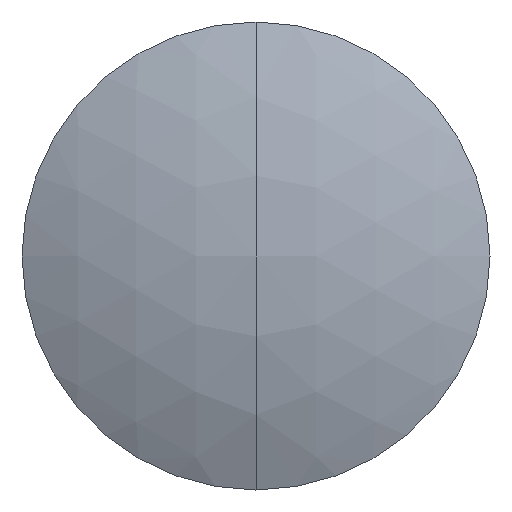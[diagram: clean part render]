
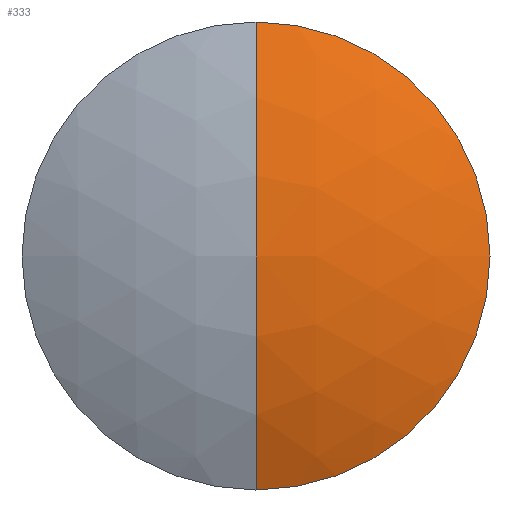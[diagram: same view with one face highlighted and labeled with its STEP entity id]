
A CAD part, left-side view. The second image highlights one B-rep face of the part: STEP entity #333.
In plain terms, the highlighted spherical face has radius 7.1 mm.
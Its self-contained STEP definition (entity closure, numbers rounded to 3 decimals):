
#5 = VERTEX_POINT ( 'NONE', #150 ) ;
#11 = CARTESIAN_POINT ( 'NONE',  ( 267.356, 0., 0. ) ) ;
#16 = AXIS2_PLACEMENT_3D ( 'NONE', #173, #95, #152 ) ;
#33 = AXIS2_PLACEMENT_3D ( 'NONE', #299, #91, #277 ) ;
#71 = DIRECTION ( 'NONE',  ( 0., -1., 0. ) ) ;
#86 = AXIS2_PLACEMENT_3D ( 'NONE', #255, #281, #155 ) ;
#91 = DIRECTION ( 'NONE',  ( 0., -1., 0. ) ) ;
#95 = DIRECTION ( 'NONE',  ( -1., 0., 0. ) ) ;
#101 = DIRECTION ( 'NONE',  ( 0., 0., -1. ) ) ;
#122 = VERTEX_POINT ( 'NONE', #126 ) ;
#126 = CARTESIAN_POINT ( 'NONE',  ( 260.921, 0., 3. ) ) ;
#141 = AXIS2_PLACEMENT_3D ( 'NONE', #11, #71, #101 ) ;
#150 = CARTESIAN_POINT ( 'NONE',  ( 260.921, 0., -3. ) ) ;
#152 = DIRECTION ( 'NONE',  ( 0., 0., 1. ) ) ;
#155 = DIRECTION ( 'NONE',  ( 0., 0., 1. ) ) ;
#170 = VERTEX_POINT ( 'NONE', #222 ) ;
#173 = CARTESIAN_POINT ( 'NONE',  ( 260.921, 0., 0. ) ) ;
#184 = EDGE_LOOP ( 'NONE', ( #199, #209, #321 ) ) ;
#199 = ORIENTED_EDGE ( 'NONE', *, *, #273, .T. ) ;
#209 = ORIENTED_EDGE ( 'NONE', *, *, #289, .T. ) ;
#222 = CARTESIAN_POINT ( 'NONE',  ( 260.256, 0., 0. ) ) ;
#246 = CIRCLE ( 'NONE', #16, 3. ) ;
#255 = CARTESIAN_POINT ( 'NONE',  ( 267.356, 0., 0. ) ) ;
#266 = CIRCLE ( 'NONE', #33, 7.1 ) ;
#268 = SPHERICAL_SURFACE ( 'NONE', #141, 7.1 ) ;
#273 = EDGE_CURVE ( 'NONE', #5, #122, #246, .T. ) ;
#277 = DIRECTION ( 'NONE',  ( 0., 0., -1. ) ) ;
#281 = DIRECTION ( 'NONE',  ( 0., 1., 0. ) ) ;
#289 = EDGE_CURVE ( 'NONE', #122, #170, #266, .T. ) ;
#299 = CARTESIAN_POINT ( 'NONE',  ( 267.356, 0., 0. ) ) ;
#309 = CIRCLE ( 'NONE', #86, 7.1 ) ;
#321 = ORIENTED_EDGE ( 'NONE', *, *, #322, .F. ) ;
#322 = EDGE_CURVE ( 'NONE', #5, #170, #309, .T. ) ;
#333 = ADVANCED_FACE ( 'NONE', ( #342 ), #268, .T. ) ;
#342 = FACE_OUTER_BOUND ( 'NONE', #184, .T. ) ;
